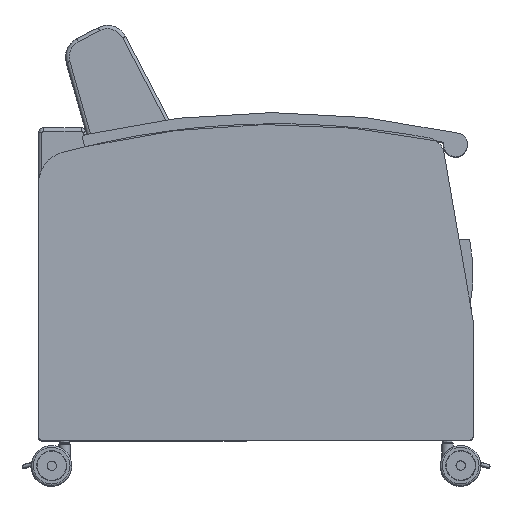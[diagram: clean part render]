
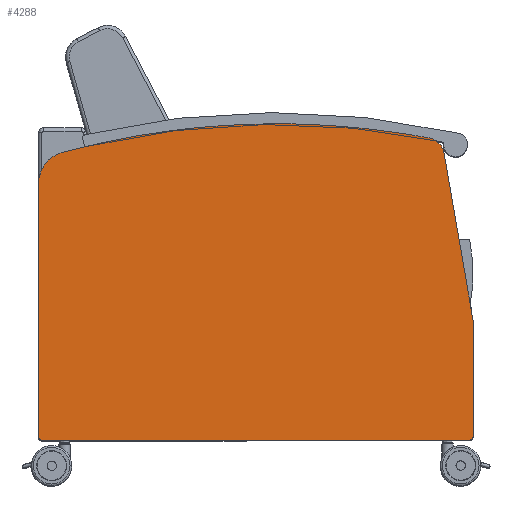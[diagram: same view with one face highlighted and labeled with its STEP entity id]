
A CAD part, top view. The second image highlights one B-rep face of the part: STEP entity #4288.
In plain terms, the highlighted planar face has unit normal (0.001, 0, 1).
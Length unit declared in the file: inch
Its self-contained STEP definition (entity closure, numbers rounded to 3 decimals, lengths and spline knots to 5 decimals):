
#359=PLANE('',#4735);
#460=FACE_OUTER_BOUND('',#749,.T.);
#749=EDGE_LOOP('',(#2998,#2999,#3000,#3001,#3002,#3003,#3004,#3005,#3006,
#3007,#3008,#3009,#3010,#3011,#3012,#3013));
#1086=LINE('',#6745,#1362);
#1094=LINE('',#6780,#1370);
#1098=LINE('',#6792,#1374);
#1101=LINE('',#6800,#1377);
#1104=LINE('',#6808,#1380);
#1108=LINE('',#6820,#1384);
#1111=LINE('',#6827,#1387);
#1362=VECTOR('',#5299,0.3937);
#1370=VECTOR('',#5331,0.3937);
#1374=VECTOR('',#5345,0.3937);
#1377=VECTOR('',#5354,0.3937);
#1380=VECTOR('',#5363,0.3937);
#1384=VECTOR('',#5377,0.3937);
#1387=VECTOR('',#5386,0.3937);
#1634=CIRCLE('',#4701,0.25);
#1644=CIRCLE('',#4714,0.25);
#1645=CIRCLE('',#4717,2.375);
#1646=CIRCLE('',#4719,60.375);
#1647=CIRCLE('',#4722,60.375);
#1648=CIRCLE('',#4725,60.375);
#1649=CIRCLE('',#4728,60.375);
#1650=CIRCLE('',#4730,1.375);
#1651=CIRCLE('',#4733,1.375);
#1900=VERTEX_POINT('',#6732);
#1901=VERTEX_POINT('',#6733);
#1905=VERTEX_POINT('',#6743);
#1919=VERTEX_POINT('',#6775);
#1920=VERTEX_POINT('',#6779);
#1921=VERTEX_POINT('',#6783);
#1922=VERTEX_POINT('',#6787);
#1923=VERTEX_POINT('',#6791);
#1924=VERTEX_POINT('',#6795);
#1925=VERTEX_POINT('',#6799);
#1926=VERTEX_POINT('',#6803);
#1927=VERTEX_POINT('',#6807);
#1928=VERTEX_POINT('',#6811);
#1929=VERTEX_POINT('',#6815);
#1930=VERTEX_POINT('',#6819);
#1931=VERTEX_POINT('',#6823);
#2303=EDGE_CURVE('',#1900,#1901,#1634,.T.);
#2309=EDGE_CURVE('',#1900,#1905,#1086,.T.);
#2324=EDGE_CURVE('',#1919,#1905,#1644,.T.);
#2326=EDGE_CURVE('',#1920,#1901,#1094,.T.);
#2328=EDGE_CURVE('',#1921,#1920,#1645,.T.);
#2330=EDGE_CURVE('',#1922,#1921,#1646,.T.);
#2332=EDGE_CURVE('',#1923,#1922,#1098,.T.);
#2334=EDGE_CURVE('',#1924,#1923,#1647,.T.);
#2336=EDGE_CURVE('',#1925,#1924,#1101,.T.);
#2338=EDGE_CURVE('',#1926,#1925,#1648,.T.);
#2340=EDGE_CURVE('',#1927,#1926,#1104,.T.);
#2342=EDGE_CURVE('',#1928,#1927,#1649,.T.);
#2344=EDGE_CURVE('',#1929,#1928,#1650,.T.);
#2346=EDGE_CURVE('',#1930,#1929,#1108,.T.);
#2348=EDGE_CURVE('',#1931,#1930,#1651,.T.);
#2350=EDGE_CURVE('',#1919,#1931,#1111,.T.);
#2998=ORIENTED_EDGE('',*,*,#2303,.F.);
#2999=ORIENTED_EDGE('',*,*,#2309,.T.);
#3000=ORIENTED_EDGE('',*,*,#2324,.F.);
#3001=ORIENTED_EDGE('',*,*,#2350,.T.);
#3002=ORIENTED_EDGE('',*,*,#2348,.T.);
#3003=ORIENTED_EDGE('',*,*,#2346,.T.);
#3004=ORIENTED_EDGE('',*,*,#2344,.T.);
#3005=ORIENTED_EDGE('',*,*,#2342,.T.);
#3006=ORIENTED_EDGE('',*,*,#2340,.T.);
#3007=ORIENTED_EDGE('',*,*,#2338,.T.);
#3008=ORIENTED_EDGE('',*,*,#2336,.T.);
#3009=ORIENTED_EDGE('',*,*,#2334,.T.);
#3010=ORIENTED_EDGE('',*,*,#2332,.T.);
#3011=ORIENTED_EDGE('',*,*,#2330,.T.);
#3012=ORIENTED_EDGE('',*,*,#2328,.T.);
#3013=ORIENTED_EDGE('',*,*,#2326,.T.);
#4288=ADVANCED_FACE('',(#460),#359,.T.);
#4701=AXIS2_PLACEMENT_3D('',#6734,#5289,#5290);
#4714=AXIS2_PLACEMENT_3D('',#6776,#5326,#5327);
#4717=AXIS2_PLACEMENT_3D('',#6784,#5335,#5336);
#4719=AXIS2_PLACEMENT_3D('',#6788,#5340,#5341);
#4722=AXIS2_PLACEMENT_3D('',#6796,#5349,#5350);
#4725=AXIS2_PLACEMENT_3D('',#6804,#5358,#5359);
#4728=AXIS2_PLACEMENT_3D('',#6812,#5367,#5368);
#4730=AXIS2_PLACEMENT_3D('',#6816,#5372,#5373);
#4733=AXIS2_PLACEMENT_3D('',#6824,#5381,#5382);
#4735=AXIS2_PLACEMENT_3D('',#6828,#5387,#5388);
#5289=DIRECTION('center_axis',(0.,0.,-1.));
#5290=DIRECTION('ref_axis',(-0.707,-0.707,0.));
#5299=DIRECTION('',(1.,0.,0.));
#5326=DIRECTION('center_axis',(0.,0.,-1.));
#5327=DIRECTION('ref_axis',(0.707,-0.707,0.));
#5331=DIRECTION('',(0.,-1.,0.));
#5335=DIRECTION('center_axis',(0.,0.,1.));
#5336=DIRECTION('ref_axis',(-0.261,0.965,0.));
#5340=DIRECTION('center_axis',(0.,0.,1.));
#5341=DIRECTION('ref_axis',(-0.121,0.993,0.));
#5345=DIRECTION('',(-0.994,-0.11,0.));
#5349=DIRECTION('center_axis',(0.,0.,1.));
#5350=DIRECTION('ref_axis',(0.,1.,0.));
#5354=DIRECTION('',(-1.,0.011,0.));
#5358=DIRECTION('center_axis',(0.,0.,1.));
#5359=DIRECTION('ref_axis',(0.149,0.989,0.));
#5363=DIRECTION('',(-0.987,0.159,0.));
#5367=DIRECTION('center_axis',(0.,0.,1.));
#5368=DIRECTION('ref_axis',(0.186,0.983,0.));
#5372=DIRECTION('center_axis',(0.,0.,1.));
#5373=DIRECTION('ref_axis',(0.985,0.17,0.));
#5377=DIRECTION('',(-0.17,0.985,0.));
#5381=DIRECTION('center_axis',(0.,0.,1.));
#5382=DIRECTION('ref_axis',(1.,0.,0.));
#5386=DIRECTION('',(0.,1.,0.));
#5387=DIRECTION('center_axis',(0.,0.,1.));
#5388=DIRECTION('ref_axis',(1.,0.,0.));
#6732=CARTESIAN_POINT('',(-31.34647,0.,2.5));
#6733=CARTESIAN_POINT('',(-31.59647,0.25,2.5));
#6734=CARTESIAN_POINT('Origin',(-31.34647,0.25,2.5));
#6743=CARTESIAN_POINT('',(0.125,0.,2.5));
#6745=CARTESIAN_POINT('',(-31.59647,0.,2.5));
#6775=CARTESIAN_POINT('',(0.375,0.25,2.5));
#6776=CARTESIAN_POINT('Origin',(0.125,0.25,2.5));
#6779=CARTESIAN_POINT('',(-31.59647,18.89375,2.5));
#6780=CARTESIAN_POINT('',(-31.59647,18.89375,2.5));
#6783=CARTESIAN_POINT('',(-29.84167,21.18634,2.5));
#6784=CARTESIAN_POINT('Origin',(-29.22147,18.89375,2.5));
#6787=CARTESIAN_POINT('',(-21.40515,22.83468,2.5));
#6788=CARTESIAN_POINT('Origin',(-14.07552,-37.09375,2.5));
#6791=CARTESIAN_POINT('',(-19.97207,22.99261,2.5));
#6792=CARTESIAN_POINT('',(-19.97207,22.99261,2.5));
#6795=CARTESIAN_POINT('',(-14.08338,23.28125,2.5));
#6796=CARTESIAN_POINT('Origin',(-14.07552,-37.09375,2.5));
#6799=CARTESIAN_POINT('',(-12.79278,23.26762,2.5));
#6800=CARTESIAN_POINT('',(-12.79278,23.26762,2.5));
#6803=CARTESIAN_POINT('',(-5.08454,22.60803,2.5));
#6804=CARTESIAN_POINT('Origin',(-14.07552,-37.09375,2.5));
#6807=CARTESIAN_POINT('',(-3.90215,22.41795,2.5));
#6808=CARTESIAN_POINT('',(-3.90215,22.41795,2.5));
#6811=CARTESIAN_POINT('',(-2.85475,22.22939,2.5));
#6812=CARTESIAN_POINT('Origin',(-14.07552,-37.09375,2.5));
#6815=CARTESIAN_POINT('',(-1.75537,21.11244,2.5));
#6816=CARTESIAN_POINT('Origin',(-3.1103,20.87834,2.5));
#6819=CARTESIAN_POINT('',(0.35493,8.89835,2.5));
#6820=CARTESIAN_POINT('',(0.35493,8.89835,2.5));
#6823=CARTESIAN_POINT('',(0.375,8.66425,2.5));
#6824=CARTESIAN_POINT('Origin',(-1.,8.66425,2.5));
#6827=CARTESIAN_POINT('',(0.375,0.,2.5));
#6828=CARTESIAN_POINT('Origin',(-15.69864,9.93573,2.5));
